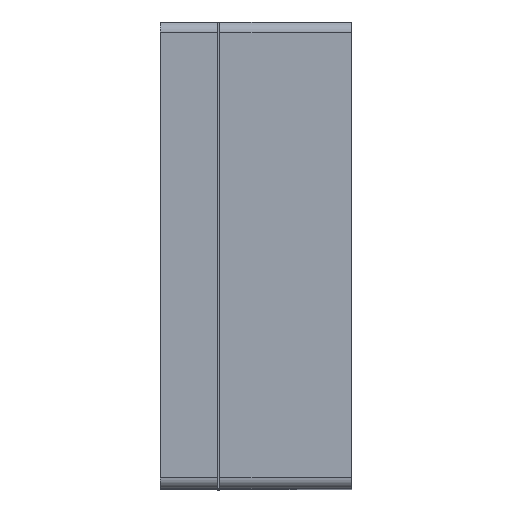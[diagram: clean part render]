
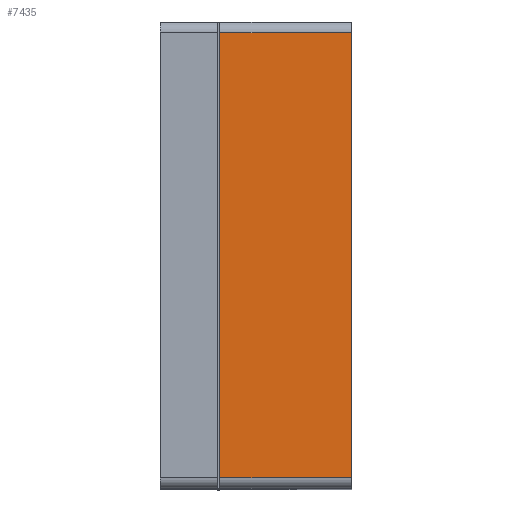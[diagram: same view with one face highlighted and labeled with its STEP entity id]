
A CAD part, top view. The second image highlights one B-rep face of the part: STEP entity #7435.
In plain terms, the highlighted planar face has unit normal (0, 0, 1).
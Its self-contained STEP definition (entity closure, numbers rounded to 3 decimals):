
#338 = LINE ( 'NONE', #6274, #4453 ) ;
#1288 = CARTESIAN_POINT ( 'NONE',  ( -53.729, 149.142, 40.967 ) ) ;
#1344 = DIRECTION ( 'NONE',  ( 0., 1., 0. ) ) ;
#1741 = CARTESIAN_POINT ( 'NONE',  ( -65.429, 107.942, 40.967 ) ) ;
#1851 = VECTOR ( 'NONE', #1344, 1000. ) ;
#2006 = CARTESIAN_POINT ( 'NONE',  ( -65.429, 149.142, 40.967 ) ) ;
#2410 = ORIENTED_EDGE ( 'NONE', *, *, #7355, .F. ) ;
#2426 = VERTEX_POINT ( 'NONE', #2006 ) ;
#2692 = DIRECTION ( 'NONE',  ( 0., 0., -1. ) ) ;
#2935 = PLANE ( 'NONE',  #13735 ) ;
#3186 = VERTEX_POINT ( 'NONE', #15461 ) ;
#3810 = LINE ( 'NONE', #1288, #9732 ) ;
#3836 = EDGE_CURVE ( 'NONE', #15074, #2426, #9926, .T. ) ;
#3878 = DIRECTION ( 'NONE',  ( -1., 0., 0. ) ) ;
#4117 = EDGE_LOOP ( 'NONE', ( #6235, #6058, #2410, #12417 ) ) ;
#4453 = VECTOR ( 'NONE', #14984, 1000. ) ;
#5250 = CARTESIAN_POINT ( 'NONE',  ( -53.229, 149.142, 40.967 ) ) ;
#6058 = ORIENTED_EDGE ( 'NONE', *, *, #6945, .T. ) ;
#6235 = ORIENTED_EDGE ( 'NONE', *, *, #3836, .F. ) ;
#6274 = CARTESIAN_POINT ( 'NONE',  ( -53.229, 149.742, 40.967 ) ) ;
#6945 = EDGE_CURVE ( 'NONE', #15074, #3186, #10169, .T. ) ;
#7355 = EDGE_CURVE ( 'NONE', #15830, #3186, #338, .T. ) ;
#7435 = ADVANCED_FACE ( 'NONE', ( #14020 ), #2935, .F. ) ;
#7496 = CARTESIAN_POINT ( 'NONE',  ( -65.429, 108.542, 40.967 ) ) ;
#7880 = CARTESIAN_POINT ( 'NONE',  ( -53.729, 108.542, 40.967 ) ) ;
#9732 = VECTOR ( 'NONE', #3878, 1000. ) ;
#9926 = LINE ( 'NONE', #7496, #1851 ) ;
#10169 = LINE ( 'NONE', #10332, #12793 ) ;
#10332 = CARTESIAN_POINT ( 'NONE',  ( -53.729, 107.942, 40.967 ) ) ;
#12417 = ORIENTED_EDGE ( 'NONE', *, *, #14166, .T. ) ;
#12753 = DIRECTION ( 'NONE',  ( 1., 0., 0. ) ) ;
#12793 = VECTOR ( 'NONE', #12753, 1000. ) ;
#13692 = DIRECTION ( 'NONE',  ( -1., 0., 0. ) ) ;
#13735 = AXIS2_PLACEMENT_3D ( 'NONE', #7880, #2692, #13692 ) ;
#14020 = FACE_OUTER_BOUND ( 'NONE', #4117, .T. ) ;
#14166 = EDGE_CURVE ( 'NONE', #15830, #2426, #3810, .T. ) ;
#14984 = DIRECTION ( 'NONE',  ( 0., -1., 0. ) ) ;
#15074 = VERTEX_POINT ( 'NONE', #1741 ) ;
#15461 = CARTESIAN_POINT ( 'NONE',  ( -53.229, 107.942, 40.967 ) ) ;
#15830 = VERTEX_POINT ( 'NONE', #5250 ) ;
